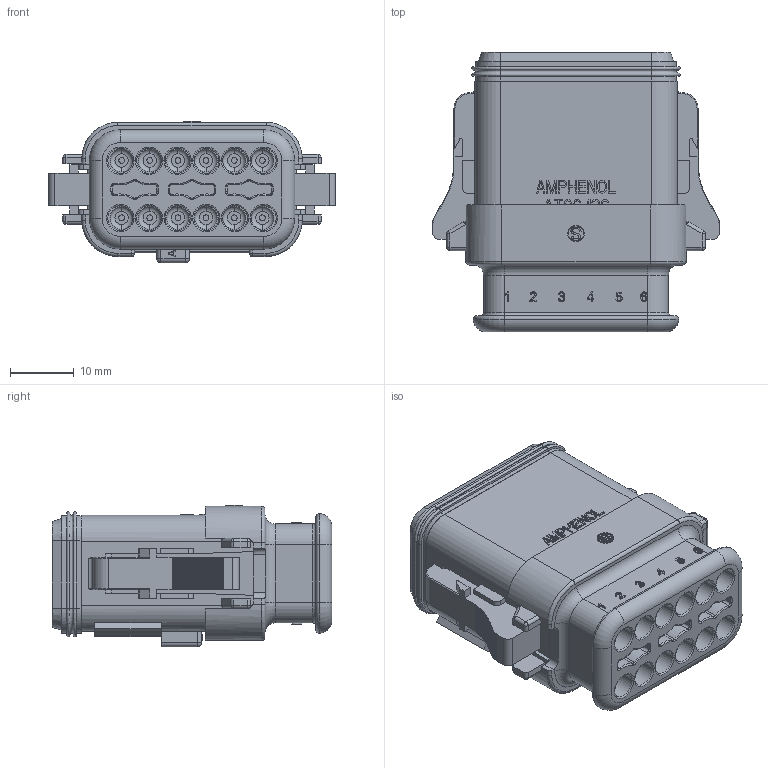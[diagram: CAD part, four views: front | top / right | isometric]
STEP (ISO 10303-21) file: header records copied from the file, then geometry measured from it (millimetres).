
FILE_DESCRIPTION((''),'2;1');
FILE_NAME('26-54224-12SA','2016-04-21T',('Jony.xie'),(''),'PRO/ENGINEER BY PARAMETRIC TECHNOLOGY CORPORATION, 2013230','PRO/ENGINEER BY PARAMETRIC TECHNOLOGY CORPORATION, 2013230','');
FILE_SCHEMA(('CONFIG_CONTROL_DESIGN'));
Length unit declared in the file: millimetre
Products named in the file (1): 26-54224-12SA
Bounding box: 45.02 x 43.9 x 22.25 mm (x, y, z)
Volume: 22996.7 mm3; surface area: 10726.7 mm2
Topology: 1 solids, 1 shells, 1792 faces, 4927 edges, 3224 vertices
Faces by surface type: plane 968, extrusion 371, cylinder 301, torus 128, sphere 16, cone 8
Entity records: 58154 total; most frequent: CARTESIAN_POINT 13324, ORIENTED_EDGE 9854, DIRECTION 8164, EDGE_CURVE 4927, VECTOR 3634, LINE 3263, VERTEX_POINT 3224, AXIS2_PLACEMENT_3D 2265
